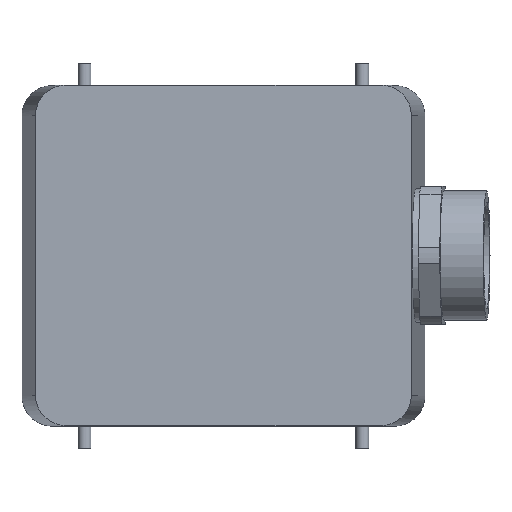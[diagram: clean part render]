
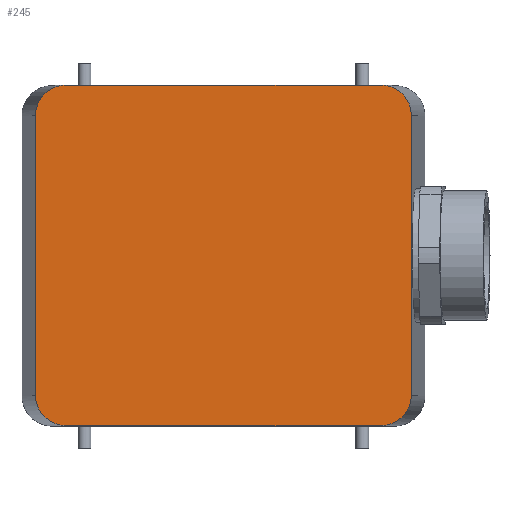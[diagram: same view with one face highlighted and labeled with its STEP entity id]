
A CAD part, top view. The second image highlights one B-rep face of the part: STEP entity #245.
In plain terms, the highlighted planar face has unit normal (0, 0, 1).
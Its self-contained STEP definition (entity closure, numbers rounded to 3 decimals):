
#245 = ADVANCED_FACE( '', ( #675 ), #676, .T. );
#675 = FACE_OUTER_BOUND( '', #1321, .T. );
#676 = PLANE( '', #1322 );
#1321 = EDGE_LOOP( '', ( #2036, #2037, #2038, #2039, #2040, #2041, #2042, #2043 ) );
#1322 = AXIS2_PLACEMENT_3D( '', #2044, #2045, #2046 );
#2036 = ORIENTED_EDGE( '', *, *, #3816, .T. );
#2037 = ORIENTED_EDGE( '', *, *, #3817, .T. );
#2038 = ORIENTED_EDGE( '', *, *, #3818, .T. );
#2039 = ORIENTED_EDGE( '', *, *, #3819, .F. );
#2040 = ORIENTED_EDGE( '', *, *, #3820, .F. );
#2041 = ORIENTED_EDGE( '', *, *, #3821, .T. );
#2042 = ORIENTED_EDGE( '', *, *, #3822, .F. );
#2043 = ORIENTED_EDGE( '', *, *, #3823, .F. );
#2044 = CARTESIAN_POINT( '', ( -43.606, 0., 95. ) );
#2045 = DIRECTION( '', ( 0., 0., 1. ) );
#2046 = DIRECTION( '', ( 1., 0., 0. ) );
#3816 = EDGE_CURVE( '', #4542, #4543, #4544, .T. );
#3817 = EDGE_CURVE( '', #4543, #4545, #4546, .T. );
#3818 = EDGE_CURVE( '', #4545, #4547, #4548, .T. );
#3819 = EDGE_CURVE( '', #4549, #4547, #4550, .T. );
#3820 = EDGE_CURVE( '', #4551, #4549, #4552, .T. );
#3821 = EDGE_CURVE( '', #4551, #4553, #4554, .T. );
#3822 = EDGE_CURVE( '', #4555, #4553, #4556, .T. );
#3823 = EDGE_CURVE( '', #4542, #4555, #4557, .T. );
#4542 = VERTEX_POINT( '', #5611 );
#4543 = VERTEX_POINT( '', #5612 );
#4544 = LINE( '', #5613, #5614 );
#4545 = VERTEX_POINT( '', #5615 );
#4546 = ELLIPSE( '', #5616, 7.01, 7. );
#4547 = VERTEX_POINT( '', #5617 );
#4548 = LINE( '', #5618, #5619 );
#4549 = VERTEX_POINT( '', #5620 );
#4550 = ELLIPSE( '', #5621, 7.01, 7. );
#4551 = VERTEX_POINT( '', #5622 );
#4552 = LINE( '', #5623, #5624 );
#4553 = VERTEX_POINT( '', #5625 );
#4554 = ELLIPSE( '', #5626, 7.01, 7. );
#4555 = VERTEX_POINT( '', #5627 );
#4556 = LINE( '', #5628, #5629 );
#4557 = ELLIPSE( '', #5630, 7.01, 7. );
#5611 = CARTESIAN_POINT( '', ( -43.606, 32.5, 95. ) );
#5612 = CARTESIAN_POINT( '', ( -43.606, -32.5, 95. ) );
#5613 = CARTESIAN_POINT( '', ( -43.606, 0., 95. ) );
#5614 = VECTOR( '', #7191, 1000. );
#5615 = CARTESIAN_POINT( '', ( -36.596, -39.5, 95. ) );
#5616 = AXIS2_PLACEMENT_3D( '', #7192, #7193, #7194 );
#5617 = CARTESIAN_POINT( '', ( 36.596, -39.5, 95. ) );
#5618 = CARTESIAN_POINT( '', ( -43.606, -39.5, 95. ) );
#5619 = VECTOR( '', #7195, 1000. );
#5620 = CARTESIAN_POINT( '', ( 43.606, -32.5, 95. ) );
#5621 = AXIS2_PLACEMENT_3D( '', #7196, #7197, #7198 );
#5622 = CARTESIAN_POINT( '', ( 43.606, 32.5, 95. ) );
#5623 = CARTESIAN_POINT( '', ( 43.606, 0., 95. ) );
#5624 = VECTOR( '', #7199, 1000. );
#5625 = CARTESIAN_POINT( '', ( 36.596, 39.5, 95. ) );
#5626 = AXIS2_PLACEMENT_3D( '', #7200, #7201, #7202 );
#5627 = CARTESIAN_POINT( '', ( -36.596, 39.5, 95. ) );
#5628 = CARTESIAN_POINT( '', ( -43.606, 39.5, 95. ) );
#5629 = VECTOR( '', #7203, 1000. );
#5630 = AXIS2_PLACEMENT_3D( '', #7204, #7205, #7206 );
#7191 = DIRECTION( '', ( 0., -1., 0. ) );
#7192 = CARTESIAN_POINT( '', ( -36.596, -32.5, 95. ) );
#7193 = DIRECTION( '', ( 0., 0., 1. ) );
#7194 = DIRECTION( '', ( -1., 0., 0. ) );
#7195 = DIRECTION( '', ( 1., 0., 0. ) );
#7196 = CARTESIAN_POINT( '', ( 36.596, -32.5, 95. ) );
#7197 = DIRECTION( '', ( 0., 0., -1. ) );
#7198 = DIRECTION( '', ( 1., 0., 0. ) );
#7199 = DIRECTION( '', ( 0., -1., 0. ) );
#7200 = CARTESIAN_POINT( '', ( 36.596, 32.5, 95. ) );
#7201 = DIRECTION( '', ( 0., 0., 1. ) );
#7202 = DIRECTION( '', ( 1., 0., 0. ) );
#7203 = DIRECTION( '', ( 1., 0., 0. ) );
#7204 = CARTESIAN_POINT( '', ( -36.596, 32.5, 95. ) );
#7205 = DIRECTION( '', ( 0., 0., -1. ) );
#7206 = DIRECTION( '', ( -1., 0., 0. ) );
